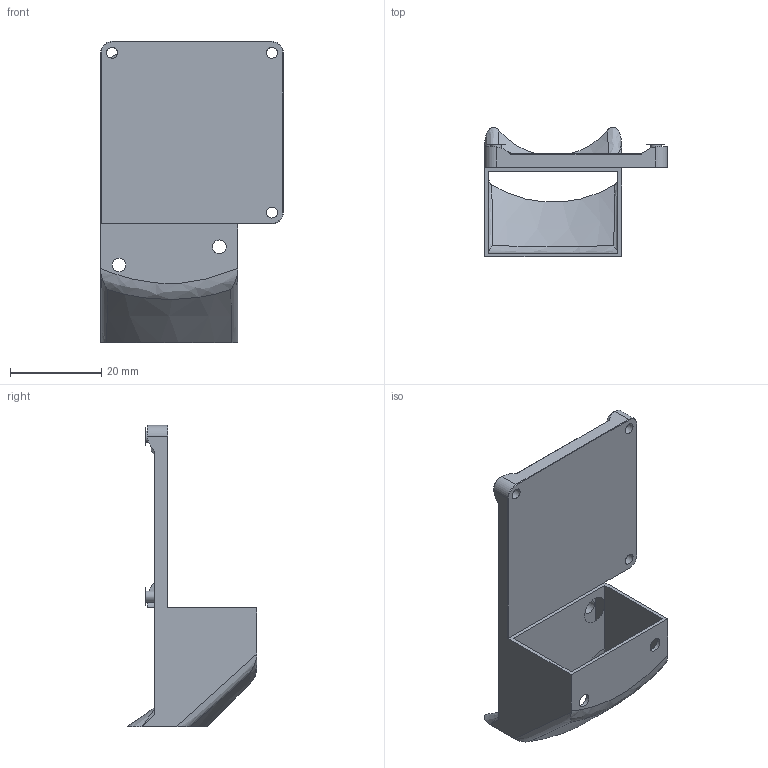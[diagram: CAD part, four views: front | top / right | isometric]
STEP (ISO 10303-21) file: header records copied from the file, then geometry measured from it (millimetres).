
FILE_DESCRIPTION(/* description */ (''),/* implementation_level */ '2;1');
FILE_NAME(/* name */ 'Ventola Radiale 4020.stp',/* time_stamp */ '2025-07-16T23:19:27+02:00',/* author */ ('lucag'),/* organization */ (''),/* preprocessor_version */ 'ST-DEVELOPER v19',/* originating_system */ 'Autodesk Inventor 2023',/* authorisation */ '');
FILE_SCHEMA (('AUTOMOTIVE_DESIGN { 1 0 10303 214 3 1 1 }'));
Length unit declared in the file: millimetre
Products named in the file (1): Ventola 40x20 7
Bounding box: 40 x 28.46 x 66 mm (x, y, z)
Volume: 7909 mm3; surface area: 9122.4 mm2
Topology: 1 solids, 1 shells, 64 faces, 187 edges, 126 vertices
Faces by surface type: plane 25, bspline 15, cone 14, cylinder 10
Full cylindrical faces by diameter (mm): 2.4 x3, 3 x4
Entity records: 3105 total; most frequent: CARTESIAN_POINT 1511, ORIENTED_EDGE 374, DIRECTION 248, EDGE_CURVE 187, VERTEX_POINT 126, AXIS2_PLACEMENT_3D 92, EDGE_LOOP 81, FACE_OUTER_BOUND 64
